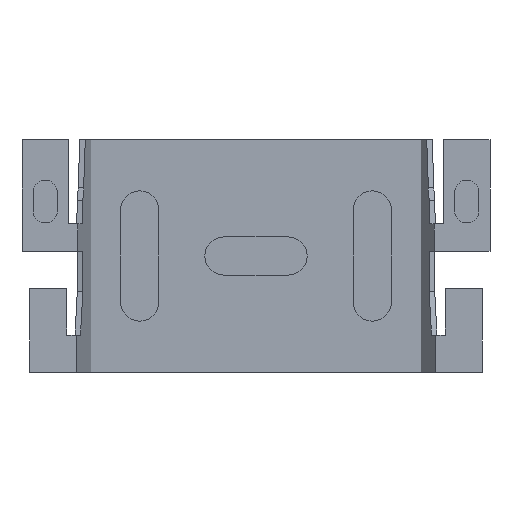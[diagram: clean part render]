
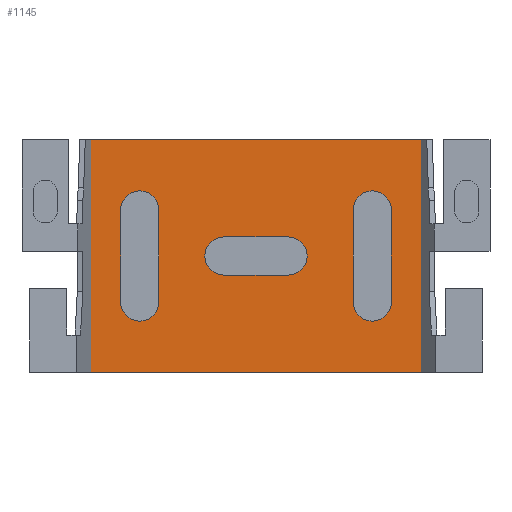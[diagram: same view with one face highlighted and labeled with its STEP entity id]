
A CAD part, front view. The second image highlights one B-rep face of the part: STEP entity #1145.
In plain terms, the highlighted planar face has unit normal (0, -1, 0).
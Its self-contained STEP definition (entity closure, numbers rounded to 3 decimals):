
#109=FACE_OUTER_BOUND('',#163,.T.);
#163=EDGE_LOOP('',(#1004,#1005,#1006,#1007));
#190=LINE('',#1564,#336);
#252=LINE('',#1684,#398);
#273=LINE('',#1724,#419);
#295=LINE('',#1771,#441);
#336=VECTOR('',#1256,1.);
#398=VECTOR('',#1338,1.);
#419=VECTOR('',#1367,1.);
#441=VECTOR('',#1429,1.);
#480=VERTEX_POINT('',#1561);
#481=VERTEX_POINT('',#1563);
#529=VERTEX_POINT('',#1682);
#544=VERTEX_POINT('',#1722);
#606=EDGE_CURVE('',#480,#481,#190,.T.);
#668=EDGE_CURVE('',#529,#480,#252,.T.);
#689=EDGE_CURVE('',#529,#544,#273,.T.);
#711=EDGE_CURVE('',#481,#544,#295,.T.);
#1004=ORIENTED_EDGE('',*,*,#711,.F.);
#1005=ORIENTED_EDGE('',*,*,#606,.F.);
#1006=ORIENTED_EDGE('',*,*,#668,.F.);
#1007=ORIENTED_EDGE('',*,*,#689,.T.);
#1091=PLANE('',#1201);
#1145=ADVANCED_FACE('',(#109),#1091,.T.);
#1201=AXIS2_PLACEMENT_3D('',#1782,#1446,#1447);
#1256=DIRECTION('',(0.,0.,1.));
#1338=DIRECTION('',(-1.,0.,0.));
#1367=DIRECTION('',(0.,0.,1.));
#1429=DIRECTION('',(1.,0.,0.));
#1446=DIRECTION('center_axis',(0.,-1.,0.));
#1447=DIRECTION('ref_axis',(-1.,0.,0.));
#1561=CARTESIAN_POINT('',(-8.192,34.912,0.));
#1563=CARTESIAN_POINT('',(-8.192,34.912,50.));
#1564=CARTESIAN_POINT('',(-8.192,34.912,0.));
#1682=CARTESIAN_POINT('',(62.808,34.912,0.));
#1684=CARTESIAN_POINT('',(44.554,34.912,0.));
#1722=CARTESIAN_POINT('',(62.808,34.912,50.));
#1724=CARTESIAN_POINT('',(62.808,34.912,0.));
#1771=CARTESIAN_POINT('',(62.304,34.912,50.));
#1782=CARTESIAN_POINT('Origin',(62.808,34.912,0.));
